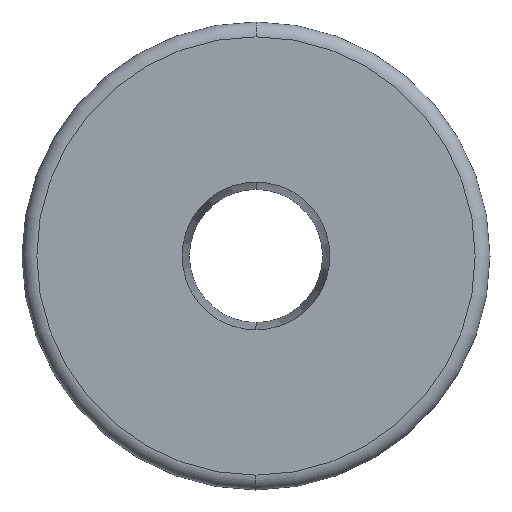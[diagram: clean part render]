
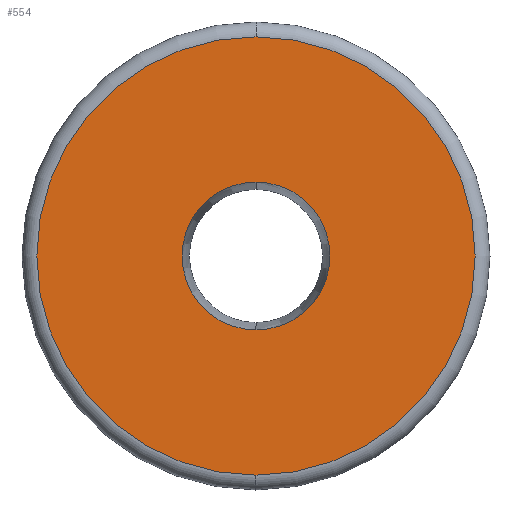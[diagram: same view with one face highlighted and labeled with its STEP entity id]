
A CAD part, left-side view. The second image highlights one B-rep face of the part: STEP entity #554.
In plain terms, the highlighted planar face has unit normal (-1, 0, 0).
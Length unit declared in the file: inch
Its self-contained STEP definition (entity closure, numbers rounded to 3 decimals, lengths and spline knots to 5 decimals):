
#2 = ORIENTED_EDGE ( 'NONE', *, *, #449, .F. ) ;
#39 = DIRECTION ( 'NONE',  ( 0., 0., 1. ) ) ;
#42 = DIRECTION ( 'NONE',  ( -1., 0., 0. ) ) ;
#54 = FACE_BOUND ( 'NONE', #565, .T. ) ;
#60 = DIRECTION ( 'NONE',  ( 0., 0., 1. ) ) ;
#103 = PLANE ( 'NONE',  #157 ) ;
#105 = CARTESIAN_POINT ( 'NONE',  ( 0., 0., -0.111 ) ) ;
#113 = DIRECTION ( 'NONE',  ( 0., 0., 1. ) ) ;
#122 = CIRCLE ( 'NONE', #235, 0.111 ) ;
#131 = CIRCLE ( 'NONE', #569, 0.32897 ) ;
#154 = DIRECTION ( 'NONE',  ( 0., 0., -1. ) ) ;
#157 = AXIS2_PLACEMENT_3D ( 'NONE', #194, #386, #154 ) ;
#161 = CARTESIAN_POINT ( 'NONE',  ( 0., 0., 0. ) ) ;
#172 = EDGE_CURVE ( 'NONE', #479, #186, #226, .T. ) ;
#185 = EDGE_CURVE ( 'NONE', #186, #479, #131, .T. ) ;
#186 = VERTEX_POINT ( 'NONE', #536 ) ;
#194 = CARTESIAN_POINT ( 'NONE',  ( 0., 0.111, 0. ) ) ;
#197 = FACE_OUTER_BOUND ( 'NONE', #567, .T. ) ;
#226 = CIRCLE ( 'NONE', #579, 0.32897 ) ;
#235 = AXIS2_PLACEMENT_3D ( 'NONE', #318, #555, #602 ) ;
#276 = CARTESIAN_POINT ( 'NONE',  ( 0., 0., 0.32897 ) ) ;
#292 = ORIENTED_EDGE ( 'NONE', *, *, #374, .F. ) ;
#297 = AXIS2_PLACEMENT_3D ( 'NONE', #367, #42, #39 ) ;
#318 = CARTESIAN_POINT ( 'NONE',  ( 0., 0., 0. ) ) ;
#332 = CARTESIAN_POINT ( 'NONE',  ( 0., 0., 0.111 ) ) ;
#367 = CARTESIAN_POINT ( 'NONE',  ( 0., 0., 0. ) ) ;
#374 = EDGE_CURVE ( 'NONE', #542, #580, #508, .T. ) ;
#380 = ORIENTED_EDGE ( 'NONE', *, *, #185, .T. ) ;
#386 = DIRECTION ( 'NONE',  ( 1., 0., 0. ) ) ;
#449 = EDGE_CURVE ( 'NONE', #580, #542, #122, .T. ) ;
#478 = DIRECTION ( 'NONE',  ( -1., 0., 0. ) ) ;
#479 = VERTEX_POINT ( 'NONE', #276 ) ;
#483 = CARTESIAN_POINT ( 'NONE',  ( 0., 0., 0. ) ) ;
#508 = CIRCLE ( 'NONE', #297, 0.111 ) ;
#522 = ORIENTED_EDGE ( 'NONE', *, *, #172, .T. ) ;
#532 = DIRECTION ( 'NONE',  ( -1., 0., 0. ) ) ;
#536 = CARTESIAN_POINT ( 'NONE',  ( 0., 0., -0.32897 ) ) ;
#542 = VERTEX_POINT ( 'NONE', #332 ) ;
#554 = ADVANCED_FACE ( 'NONE', ( #54, #197 ), #103, .F. ) ;
#555 = DIRECTION ( 'NONE',  ( -1., 0., 0. ) ) ;
#565 = EDGE_LOOP ( 'NONE', ( #292, #2 ) ) ;
#567 = EDGE_LOOP ( 'NONE', ( #522, #380 ) ) ;
#569 = AXIS2_PLACEMENT_3D ( 'NONE', #483, #532, #113 ) ;
#579 = AXIS2_PLACEMENT_3D ( 'NONE', #161, #478, #60 ) ;
#580 = VERTEX_POINT ( 'NONE', #105 ) ;
#602 = DIRECTION ( 'NONE',  ( 0., 0., 1. ) ) ;
